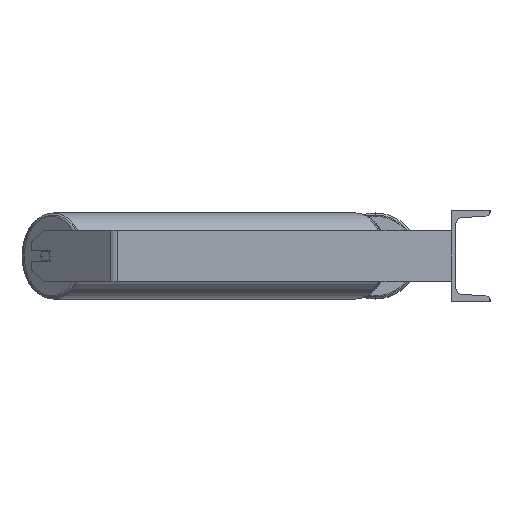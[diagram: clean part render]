
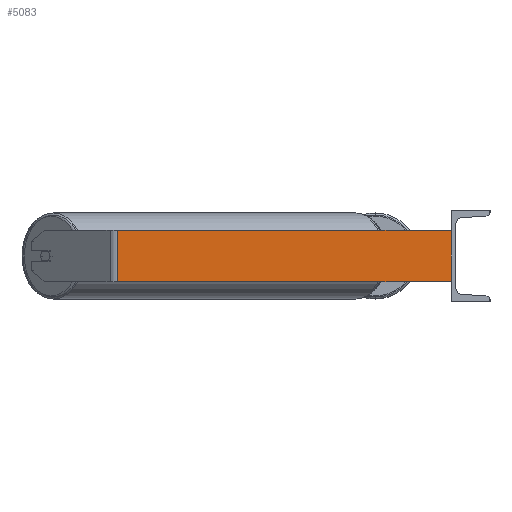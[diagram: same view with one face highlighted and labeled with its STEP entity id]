
A CAD part, left-side view. The second image highlights one B-rep face of the part: STEP entity #5083.
In plain terms, the highlighted planar face has unit normal (-1, 0, 0).
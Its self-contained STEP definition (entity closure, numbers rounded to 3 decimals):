
#117 = EDGE_CURVE ( 'NONE', #5772, #1344, #4432, .T. ) ;
#701 = ORIENTED_EDGE ( 'NONE', *, *, #6742, .F. ) ;
#1080 = VERTEX_POINT ( 'NONE', #5322 ) ;
#1090 = DIRECTION ( 'NONE',  ( 1., 0., 0. ) ) ;
#1344 = VERTEX_POINT ( 'NONE', #5039 ) ;
#1455 = DIRECTION ( 'NONE',  ( 0., 0., -1. ) ) ;
#1457 = VECTOR ( 'NONE', #8743, 1000. ) ;
#1506 = ORIENTED_EDGE ( 'NONE', *, *, #117, .F. ) ;
#1554 = LINE ( 'NONE', #4574, #1936 ) ;
#1612 = CARTESIAN_POINT ( 'NONE',  ( -985., 522.192, 40. ) ) ;
#1773 = VECTOR ( 'NONE', #3797, 1000. ) ;
#1936 = VECTOR ( 'NONE', #7892, 1000. ) ;
#2974 = LINE ( 'NONE', #6372, #3792 ) ;
#3792 = VECTOR ( 'NONE', #1455, 1000. ) ;
#3797 = DIRECTION ( 'NONE',  ( 0., -1., 0. ) ) ;
#3938 = LINE ( 'NONE', #8832, #1457 ) ;
#4432 = LINE ( 'NONE', #7235, #1773 ) ;
#4574 = CARTESIAN_POINT ( 'NONE',  ( -985., 522.192, -40. ) ) ;
#4746 = VERTEX_POINT ( 'NONE', #5811 ) ;
#4853 = ORIENTED_EDGE ( 'NONE', *, *, #7957, .T. ) ;
#5039 = CARTESIAN_POINT ( 'NONE',  ( -985., 0., 40. ) ) ;
#5083 = ADVANCED_FACE ( 'NONE', ( #7157 ), #5899, .F. ) ;
#5182 = DIRECTION ( 'NONE',  ( 0., 1., 0. ) ) ;
#5322 = CARTESIAN_POINT ( 'NONE',  ( -985., 0., -40. ) ) ;
#5772 = VERTEX_POINT ( 'NONE', #6910 ) ;
#5811 = CARTESIAN_POINT ( 'NONE',  ( -985., 515.565, -40. ) ) ;
#5899 = PLANE ( 'NONE',  #8123 ) ;
#6233 = ORIENTED_EDGE ( 'NONE', *, *, #7750, .T. ) ;
#6372 = CARTESIAN_POINT ( 'NONE',  ( -985., 0., 40. ) ) ;
#6742 = EDGE_CURVE ( 'NONE', #1344, #1080, #2974, .T. ) ;
#6910 = CARTESIAN_POINT ( 'NONE',  ( -985., 515.565, 40. ) ) ;
#7157 = FACE_OUTER_BOUND ( 'NONE', #8798, .T. ) ;
#7235 = CARTESIAN_POINT ( 'NONE',  ( -985., 522.192, 40. ) ) ;
#7750 = EDGE_CURVE ( 'NONE', #5772, #4746, #3938, .T. ) ;
#7892 = DIRECTION ( 'NONE',  ( 0., -1., 0. ) ) ;
#7957 = EDGE_CURVE ( 'NONE', #4746, #1080, #1554, .T. ) ;
#8123 = AXIS2_PLACEMENT_3D ( 'NONE', #1612, #1090, #5182 ) ;
#8743 = DIRECTION ( 'NONE',  ( 0., 0., -1. ) ) ;
#8798 = EDGE_LOOP ( 'NONE', ( #4853, #701, #1506, #6233 ) ) ;
#8832 = CARTESIAN_POINT ( 'NONE',  ( -985., 515.565, 40. ) ) ;
